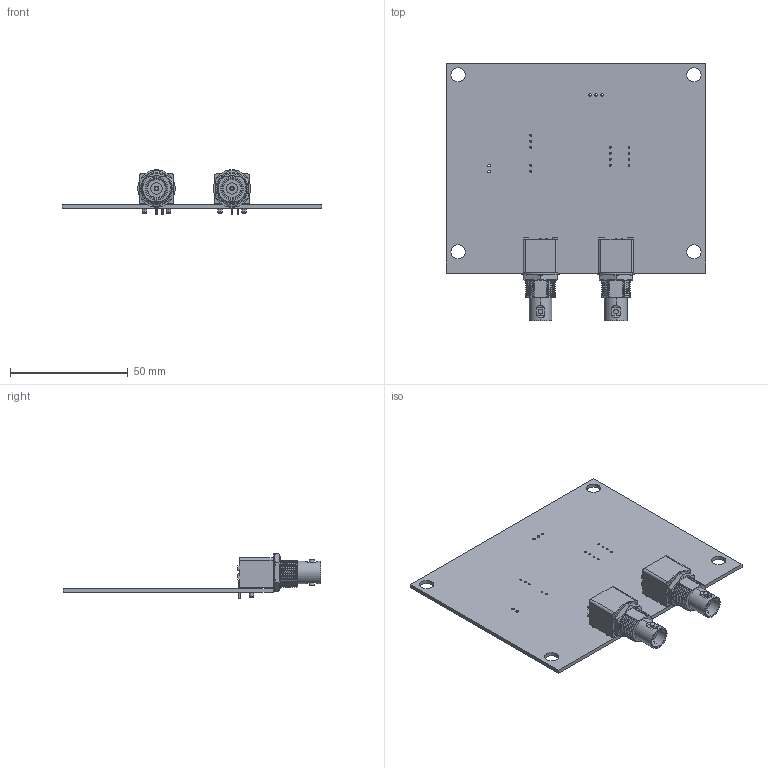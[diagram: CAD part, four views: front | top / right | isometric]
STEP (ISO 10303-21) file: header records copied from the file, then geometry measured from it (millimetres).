
FILE_DESCRIPTION(('KiCad electronic assembly'),'2;1');
FILE_NAME('Circuit.step','2024-11-14T13:45:27',('Pcbnew'),('Kicad'), 'Open CASCADE STEP processor 7.8','KiCad to STEP converter','Unknown' );
FILE_SCHEMA(('AUTOMOTIVE_DESIGN { 1 0 10303 214 1 1 1 1 }'));
Length unit declared in the file: millimetre
Products named in the file (4): Circuit 1; CONBNC002; _autosave-Circuit_PCB
Assembly tree (4 placements, depth 3):
  Circuit 1
    CONBNC002  x2
      CONBNC002
    _autosave-Circuit_PCB
Bounding box: 110 x 109.3 x 19.13 mm (x, y, z)
Volume: 23619.6 mm3; surface area: 28837.3 mm2
Topology: 19 solids, 19 shells, 492 faces, 1246 edges, 820 vertices
Faces by surface type: cylinder 186, plane 182, bspline 88, cone 28, torus 8
Full cylindrical faces by diameter (mm): 0.733 x8, 0.76 x5, 0.89 x4, 1.1 x5, 2 x4, 6 x4
Entity records: 38449 total; most frequent: CARTESIAN_POINT 32105, ORIENTED_EDGE 1348, DIRECTION 1180, EDGE_CURVE 674, AXIS2_PLACEMENT_3D 449, VERTEX_POINT 444, FACE_BOUND 348, EDGE_LOOP 348
